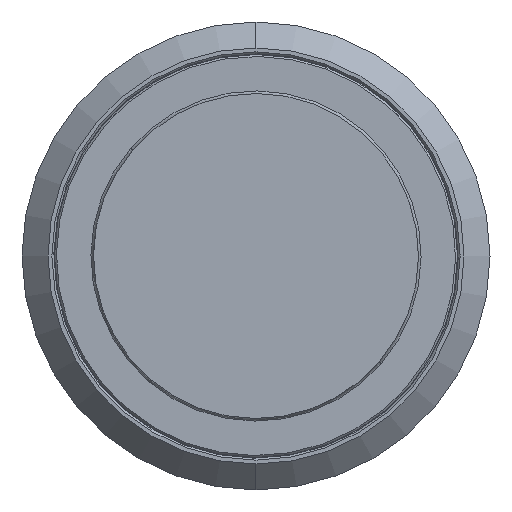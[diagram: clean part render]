
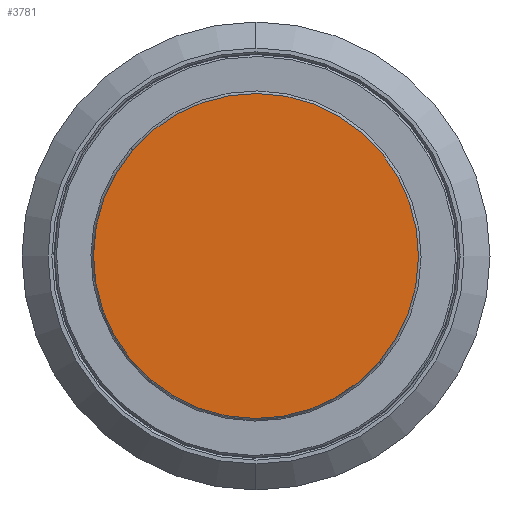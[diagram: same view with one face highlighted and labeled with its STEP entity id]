
A CAD part, left-side view. The second image highlights one B-rep face of the part: STEP entity #3781.
In plain terms, the highlighted planar face has unit normal (-1, 0, 0).
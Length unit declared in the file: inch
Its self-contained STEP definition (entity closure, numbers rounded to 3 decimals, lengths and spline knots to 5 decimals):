
#915 = CARTESIAN_POINT ( 'NONE',  ( 0., 0., 0. ) ) ;
#1455 = DIRECTION ( 'NONE',  ( 0., 0.759, 0.651 ) ) ;
#1704 = AXIS2_PLACEMENT_3D ( 'NONE', #4792, #4825, #1455 ) ;
#1892 = ORIENTED_EDGE ( 'NONE', *, *, #4549, .F. ) ;
#2804 = DIRECTION ( 'NONE',  ( 0., -0.759, -0.651 ) ) ;
#2842 = VERTEX_POINT ( 'NONE', #5456 ) ;
#3506 = AXIS2_PLACEMENT_3D ( 'NONE', #915, #5664, #4205 ) ;
#3781 = ADVANCED_FACE ( 'NONE', ( #5158 ), #5726, .T. ) ;
#4136 = AXIS2_PLACEMENT_3D ( 'NONE', #4266, #5648, #2804 ) ;
#4156 = EDGE_LOOP ( 'NONE', ( #1892, #4257 ) ) ;
#4205 = DIRECTION ( 'NONE',  ( 0., -0.759, -0.651 ) ) ;
#4257 = ORIENTED_EDGE ( 'NONE', *, *, #6078, .F. ) ;
#4266 = CARTESIAN_POINT ( 'NONE',  ( 0., 0., 0. ) ) ;
#4384 = CIRCLE ( 'NONE', #3506, 0.24606 ) ;
#4549 = EDGE_CURVE ( 'NONE', #2842, #4964, #4384, .T. ) ;
#4792 = CARTESIAN_POINT ( 'NONE',  ( 0., 0.18676, 0.16022 ) ) ;
#4825 = DIRECTION ( 'NONE',  ( -1., 0., 0. ) ) ;
#4964 = VERTEX_POINT ( 'NONE', #5009 ) ;
#5009 = CARTESIAN_POINT ( 'NONE',  ( 0., 0.18676, 0.16022 ) ) ;
#5158 = FACE_OUTER_BOUND ( 'NONE', #4156, .T. ) ;
#5270 = CIRCLE ( 'NONE', #4136, 0.24606 ) ;
#5456 = CARTESIAN_POINT ( 'NONE',  ( 0., -0.18676, -0.16022 ) ) ;
#5648 = DIRECTION ( 'NONE',  ( 1., 0., 0. ) ) ;
#5664 = DIRECTION ( 'NONE',  ( 1., 0., 0. ) ) ;
#5726 = PLANE ( 'NONE',  #1704 ) ;
#6078 = EDGE_CURVE ( 'NONE', #4964, #2842, #5270, .T. ) ;
